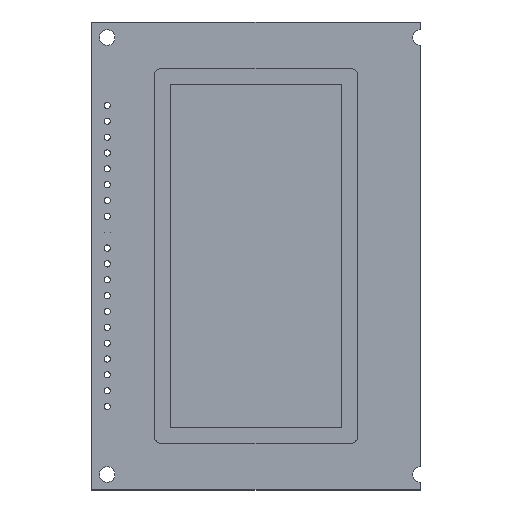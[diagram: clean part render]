
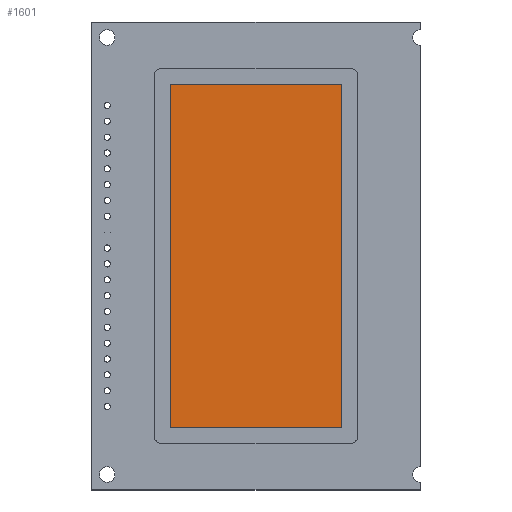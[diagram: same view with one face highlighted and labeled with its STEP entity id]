
A CAD part, top view. The second image highlights one B-rep face of the part: STEP entity #1601.
In plain terms, the highlighted planar face has unit normal (0, 0, 1).
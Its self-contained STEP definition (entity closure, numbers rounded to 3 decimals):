
#1510 = VERTEX_POINT('',#1511);
#1511 = CARTESIAN_POINT('',(37.59,-51.63,5.5));
#1517 = EDGE_CURVE('',#1510,#1518,#1520,.T.);
#1518 = VERTEX_POINT('',#1519);
#1519 = CARTESIAN_POINT('',(37.59,3.37,5.5));
#1520 = LINE('',#1521,#1522);
#1521 = CARTESIAN_POINT('',(37.59,-51.63,5.5));
#1522 = VECTOR('',#1523,1.);
#1523 = DIRECTION('',(0.,1.,0.));
#1541 = EDGE_CURVE('',#1542,#1518,#1544,.T.);
#1542 = VERTEX_POINT('',#1543);
#1543 = CARTESIAN_POINT('',(10.1,3.37,5.5));
#1544 = LINE('',#1545,#1546);
#1545 = CARTESIAN_POINT('',(10.1,3.37,5.5));
#1546 = VECTOR('',#1547,1.);
#1547 = DIRECTION('',(1.,0.,0.));
#1565 = VERTEX_POINT('',#1566);
#1566 = CARTESIAN_POINT('',(10.1,-51.63,5.5));
#1572 = EDGE_CURVE('',#1565,#1542,#1573,.T.);
#1573 = LINE('',#1574,#1575);
#1574 = CARTESIAN_POINT('',(10.1,-51.63,5.5));
#1575 = VECTOR('',#1576,1.);
#1576 = DIRECTION('',(0.,1.,0.));
#1589 = EDGE_CURVE('',#1565,#1510,#1590,.T.);
#1590 = LINE('',#1591,#1592);
#1591 = CARTESIAN_POINT('',(10.1,-51.63,5.5));
#1592 = VECTOR('',#1593,1.);
#1593 = DIRECTION('',(1.,0.,0.));
#1601 = ADVANCED_FACE('',(#1602),#1608,.T.);
#1602 = FACE_BOUND('',#1603,.T.);
#1603 = EDGE_LOOP('',(#1604,#1605,#1606,#1607));
#1604 = ORIENTED_EDGE('',*,*,#1572,.F.);
#1605 = ORIENTED_EDGE('',*,*,#1589,.T.);
#1606 = ORIENTED_EDGE('',*,*,#1517,.T.);
#1607 = ORIENTED_EDGE('',*,*,#1541,.F.);
#1608 = PLANE('',#1609);
#1609 = AXIS2_PLACEMENT_3D('',#1610,#1611,#1612);
#1610 = CARTESIAN_POINT('',(10.1,-51.63,5.5));
#1611 = DIRECTION('',(0.,0.,1.));
#1612 = DIRECTION('',(1.,0.,0.));
